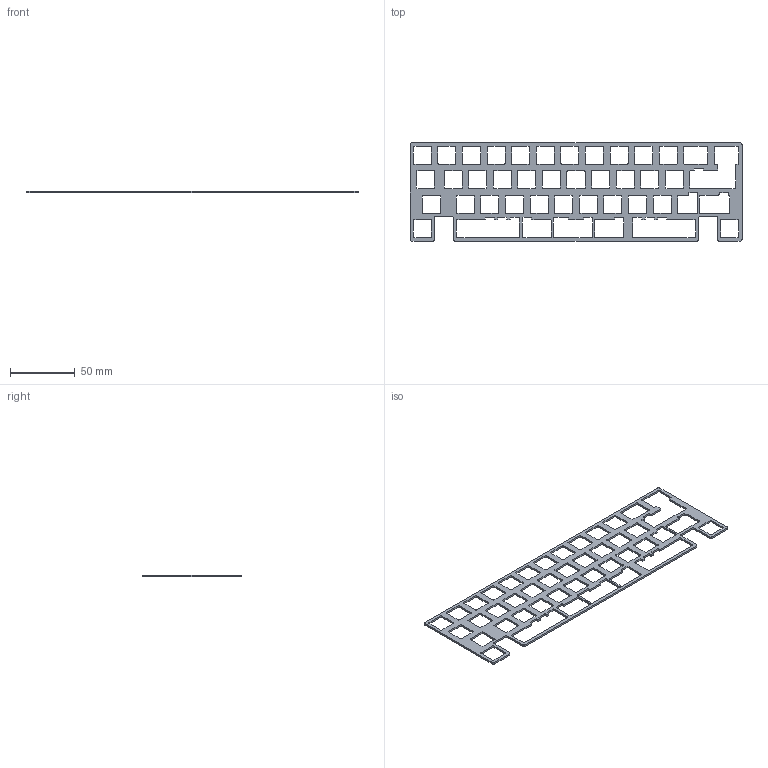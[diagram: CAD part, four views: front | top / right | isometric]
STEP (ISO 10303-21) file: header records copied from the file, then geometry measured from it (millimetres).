
FILE_DESCRIPTION(/* description */ (''),/* implementation_level */ '2;1');
FILE_NAME(/* name */ 'Ampersand_Plate_revd.step',/* time_stamp */ '2023-10-19T13:48:09-07:00',/* author */ (''),/* organization */ (''),/* preprocessor_version */ 'ST-DEVELOPER v20',/* originating_system */ 'Autodesk Translation Framework v12.14.0.127',/* authorisation */ '');
FILE_SCHEMA (('AUTOMOTIVE_DESIGN { 1 0 10303 214 3 1 1 }'));
Length unit declared in the file: millimetre
Products named in the file (1): Ampersand_Plate_ANSI_ISO
Bounding box: 257.18 x 76.2 x 1.5 mm (x, y, z)
Volume: 12222.5 mm3; surface area: 21513.3 mm2
Topology: 1 solids, 1 shells, 458 faces, 1368 edges, 912 vertices
Faces by surface type: plane 230, cylinder 228
Entity records: 15740 total; most frequent: DIRECTION 2742, CARTESIAN_POINT 2739, ORIENTED_EDGE 2736, EDGE_CURVE 1368, AXIS2_PLACEMENT_3D 915, LINE 912, VECTOR 912, VERTEX_POINT 912
